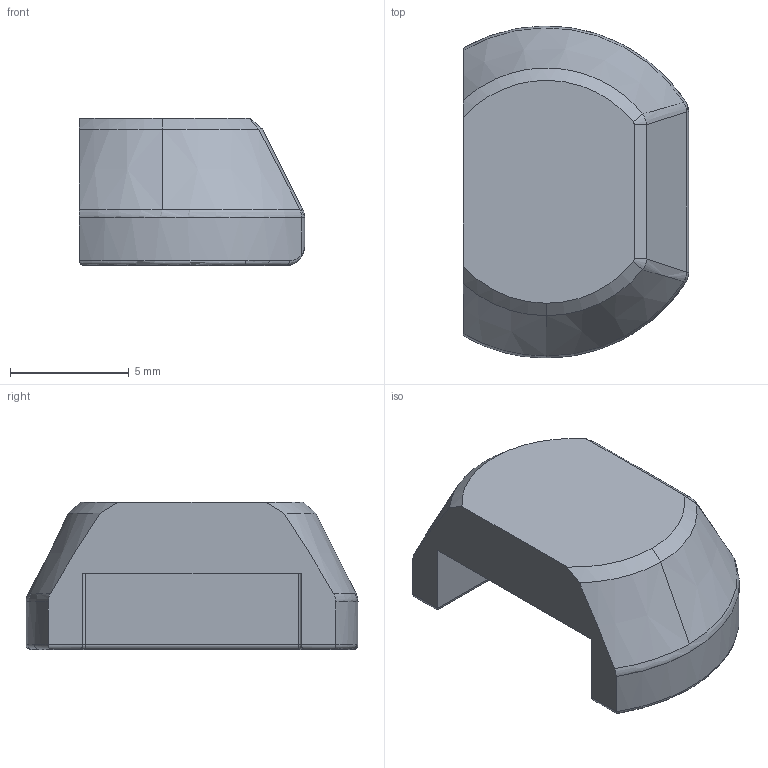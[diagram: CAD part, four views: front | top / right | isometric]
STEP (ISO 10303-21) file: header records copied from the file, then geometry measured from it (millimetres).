
FILE_DESCRIPTION(('HOOPS Exchange Step'),'2;1');
FILE_NAME('temp_export','2024-12-21T17:11:04+08:00',('27699'),('Shapr3D Limited'),'HOOPS Exchange 2024.6','Shapr3D','Authorized');
FILE_SCHEMA( ('AP242_MANAGED_MODEL_BASED_3D_ENGINEERING_MIM_LF {1 0 10303 442 1 1 4 }') );
Length unit declared in the file: millimetre
Products named in the file (1): X轴右端限位块
Bounding box: 9.5 x 14 x 6.2 mm (x, y, z)
Volume: 397.1 mm3; surface area: 490.6 mm2
Topology: 1 solids, 1 shells, 50 faces, 112 edges, 65 vertices
Faces by surface type: cylinder 14, plane 11, bspline 8, torus 7, cone 6, sphere 4
Full cylindrical faces by diameter (mm): 3 x1
Entity records: 2235 total; most frequent: CARTESIAN_POINT 1171, ORIENTED_EDGE 224, DIRECTION 201, EDGE_CURVE 112, AXIS2_PLACEMENT_3D 83, VERTEX_POINT 65, EDGE_LOOP 51, FACE_BOUND 51
